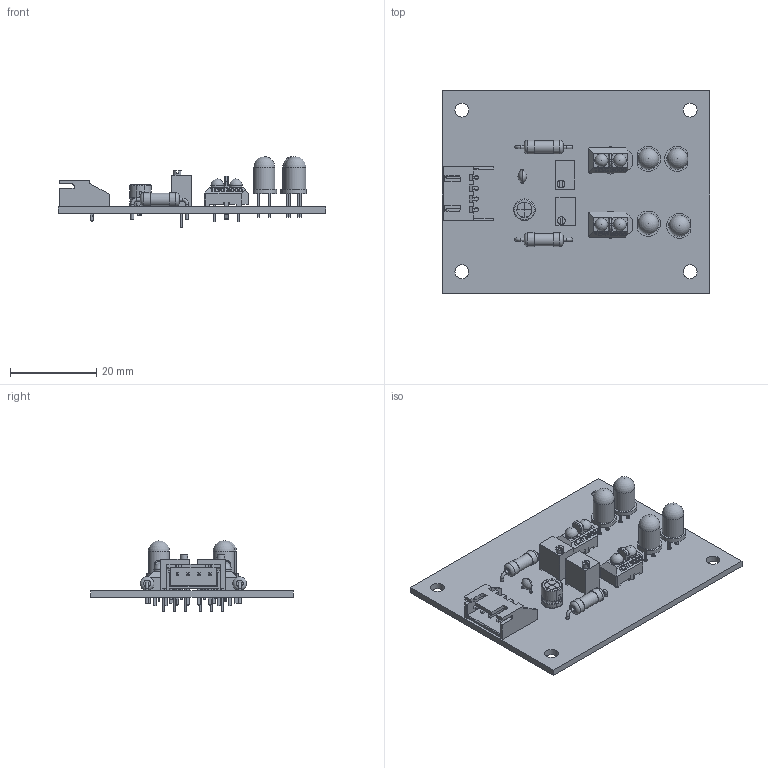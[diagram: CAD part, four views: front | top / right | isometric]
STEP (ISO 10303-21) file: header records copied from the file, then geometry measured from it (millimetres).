
FILE_DESCRIPTION(('KiCad electronic assembly'),'2;1');
FILE_NAME('reflectancesensors.step','2025-07-04T15:22:38',('Pcbnew'),( 'Kicad'),'Open CASCADE STEP processor 7.9','KiCad to STEP converter' ,'Unknown');
FILE_SCHEMA(('AUTOMOTIVE_DESIGN { 1 0 10303 214 1 1 1 1 }'));
Length unit declared in the file: millimetre
Products named in the file (10): reflectancesensors 1; C_Disc_D3.0mm_W2.0mm_P2.50mm; R_Axial_DIN0309_L9.0mm_D3.2mm_P12.70mm_Horizontal; CP_Radial_D5.0mm_P2.50mm; LED_D5.0mm; Vishay_TCRT5000; Potentiometer_Bourns_3266Y_Vertical; LED_D5.0mm_Clear; JST_XH_S4B-XH-A-1_1x04_P2.50mm_Horizontal; reflectancesensors_PCB
Assembly tree (14 placements, depth 2):
  reflectancesensors 1
    C_Disc_D3.0mm_W2.0mm_P2.50mm
    R_Axial_DIN0309_L9.0mm_D3.2mm_P12.70mm_Horizontal  x2
    CP_Radial_D5.0mm_P2.50mm
    LED_D5.0mm  x2
    Vishay_TCRT5000  x2
    Potentiometer_Bourns_3266Y_Vertical  x2
    LED_D5.0mm_Clear  x2
    JST_XH_S4B-XH-A-1_1x04_P2.50mm_Horizontal
    reflectancesensors_PCB
Bounding box: 62 x 47 x 16.48 mm (x, y, z)
Volume: 6338.9 mm3; surface area: 9380.3 mm2
Topology: 14 solids, 15 shells, 1132 faces, 2982 edges, 1958 vertices
Faces by surface type: plane 564, extrusion 376, cylinder 135, bspline 22, torus 18, sphere 10, revolution 7
Full cylindrical faces by diameter (mm): 0.46 x6, 0.5 x4, 0.7 x8, 0.8 x14, 0.9 x10, 0.95 x4, 1 x10, 1.78 x2, 2.5 x4, 2.88 x2, 3 x4, 3.2 x8, 4.9 x4
Entity records: 31804 total; most frequent: CARTESIAN_POINT 6984, ORIENTED_EDGE 3704, DIRECTION 2871, EDGE_CURVE 1852, VECTOR 1332, VERTEX_POINT 1219, LINE 1144, PRESENTATION_STYLE_ASSIGNMENT 925
